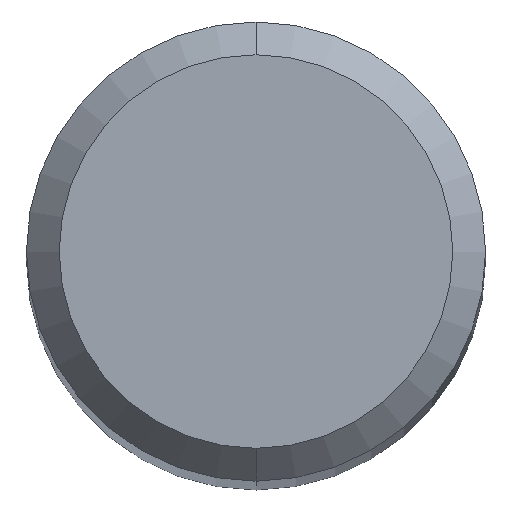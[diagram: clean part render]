
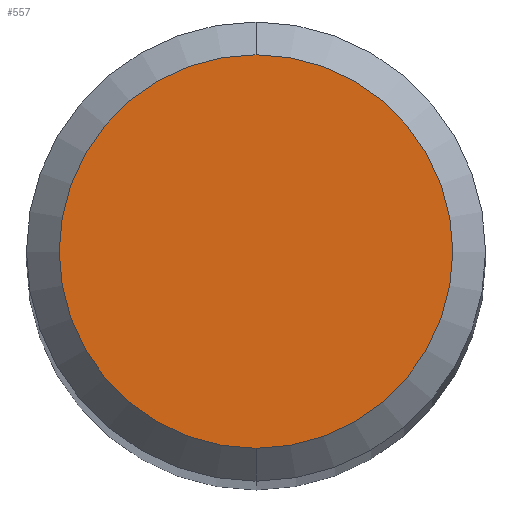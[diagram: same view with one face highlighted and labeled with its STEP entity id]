
A CAD part, top view. The second image highlights one B-rep face of the part: STEP entity #557.
In plain terms, the highlighted planar face has unit normal (0, 0, 1).
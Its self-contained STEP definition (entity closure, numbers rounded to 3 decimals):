
#339=VERTEX_POINT('',#742);
#435=EDGE_CURVE('',#339,#501,#847,.T.);
#501=VERTEX_POINT('',#922);
#557=ADVANCED_FACE('',(#979),#980,.T.);
#577=EDGE_CURVE('',#501,#339,#1005,.T.);
#742=CARTESIAN_POINT('',(0.0,1.2,0.0));
#847=CIRCLE('',#1485,1.2);
#922=CARTESIAN_POINT('',(0.,-1.2,0.0));
#979=FACE_OUTER_BOUND('',#1729,.T.);
#980=PLANE('',#1730);
#1005=CIRCLE('',#1758,1.2);
#1485=AXIS2_PLACEMENT_3D('',#2062,#2063,#2064);
#1729=EDGE_LOOP('',(#2200,#2201));
#1730=AXIS2_PLACEMENT_3D('',#2202,#2203,#2204);
#1758=AXIS2_PLACEMENT_3D('',#2248,#2249,#2250);
#2062=CARTESIAN_POINT('',(0.0,0.0,0.0));
#2063=DIRECTION('',(0.0,0.0,-1.0));
#2064=DIRECTION('',(0.0,1.0,0.0));
#2200=ORIENTED_EDGE('',*,*,#435,.F.);
#2201=ORIENTED_EDGE('',*,*,#577,.F.);
#2202=CARTESIAN_POINT('',(0.0,0.6,0.0));
#2203=DIRECTION('',(-0.0,0.0,1.0));
#2204=DIRECTION('',(0.0,-1.0,0.0));
#2248=CARTESIAN_POINT('',(0.0,0.0,0.0));
#2249=DIRECTION('',(0.0,0.0,-1.0));
#2250=DIRECTION('',(0.0,1.0,0.0));
